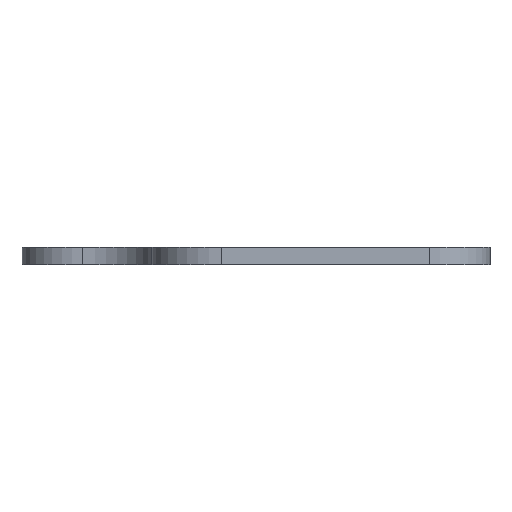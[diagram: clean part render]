
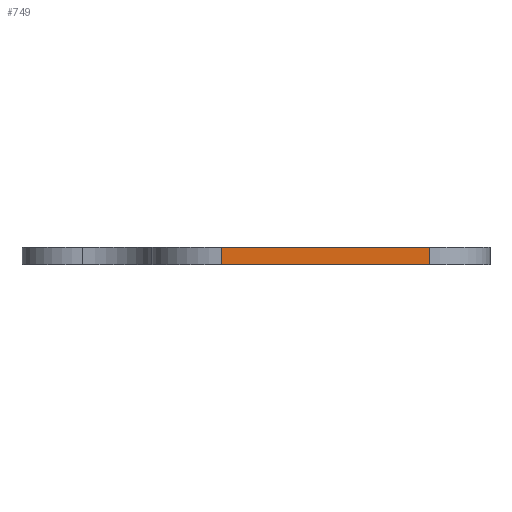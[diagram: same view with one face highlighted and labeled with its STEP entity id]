
A CAD part, left-side view. The second image highlights one B-rep face of the part: STEP entity #749.
In plain terms, the highlighted planar face has unit normal (-1, 0, 0).
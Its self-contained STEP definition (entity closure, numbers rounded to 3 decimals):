
#40 = LINE ( 'NONE', #41, #518 ) ;
#41 = CARTESIAN_POINT ( 'NONE',  ( -22., -20., 1. ) ) ;
#42 = DIRECTION ( 'NONE',  ( 0., 0., -1. ) ) ;
#94 = LINE ( 'NONE', #95, #532 ) ;
#95 = CARTESIAN_POINT ( 'NONE',  ( -22., 12., 1. ) ) ;
#96 = DIRECTION ( 'NONE',  ( 0., -1., 0. ) ) ;
#109 = PLANE ( 'NONE',  #428 ) ;
#110 = LINE ( 'NONE', #111, #409 ) ;
#111 = CARTESIAN_POINT ( 'NONE',  ( -22., 4., 1. ) ) ;
#112 = DIRECTION ( 'NONE',  ( 0., 0., -1. ) ) ;
#128 = CARTESIAN_POINT ( 'NONE',  ( -22., 12., 1. ) ) ;
#129 = DIRECTION ( 'NONE',  ( 1., 0., 0. ) ) ;
#130 = DIRECTION ( 'NONE',  ( 0., 0., -1. ) ) ;
#181 = ORIENTED_EDGE ( 'NONE', *, *, #738, .T. ) ;
#236 = VERTEX_POINT ( 'NONE', #264 ) ;
#243 = VERTEX_POINT ( 'NONE', #271 ) ;
#264 = CARTESIAN_POINT ( 'NONE',  ( -22., -20., -1. ) ) ;
#271 = CARTESIAN_POINT ( 'NONE',  ( -22., -20., 1. ) ) ;
#365 = CARTESIAN_POINT ( 'NONE',  ( -22., 4., 1. ) ) ;
#368 = CARTESIAN_POINT ( 'NONE',  ( -22., 4., -1. ) ) ;
#385 = LINE ( 'NONE', #386, #444 ) ;
#386 = CARTESIAN_POINT ( 'NONE',  ( -22., 12., -1. ) ) ;
#387 = DIRECTION ( 'NONE',  ( 0., -1., 0. ) ) ;
#409 = VECTOR ( 'NONE', #112, 1000. ) ;
#428 = AXIS2_PLACEMENT_3D ( 'NONE', #128, #129, #130 ) ;
#436 = FACE_OUTER_BOUND ( 'NONE', #571, .T. ) ;
#444 = VECTOR ( 'NONE', #387, 1000. ) ;
#518 = VECTOR ( 'NONE', #42, 1000. ) ;
#532 = VECTOR ( 'NONE', #96, 1000. ) ;
#571 = EDGE_LOOP ( 'NONE', ( #814, #820, #181, #811 ) ) ;
#718 = VERTEX_POINT ( 'NONE', #365 ) ;
#721 = VERTEX_POINT ( 'NONE', #368 ) ;
#738 = EDGE_CURVE ( 'NONE', #721, #236, #385, .T. ) ;
#743 = EDGE_CURVE ( 'NONE', #718, #721, #110, .T. ) ;
#749 = ADVANCED_FACE ( 'NONE', ( #436 ), #109, .F. ) ;
#767 = EDGE_CURVE ( 'NONE', #243, #236, #40, .T. ) ;
#785 = EDGE_CURVE ( 'NONE', #718, #243, #94, .T. ) ;
#811 = ORIENTED_EDGE ( 'NONE', *, *, #767, .F. ) ;
#814 = ORIENTED_EDGE ( 'NONE', *, *, #785, .F. ) ;
#820 = ORIENTED_EDGE ( 'NONE', *, *, #743, .T. ) ;
